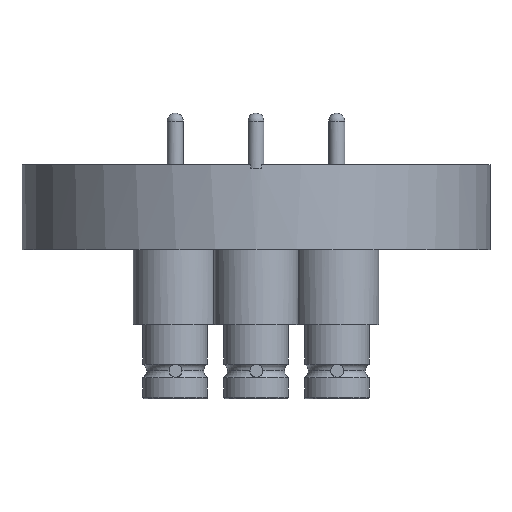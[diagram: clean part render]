
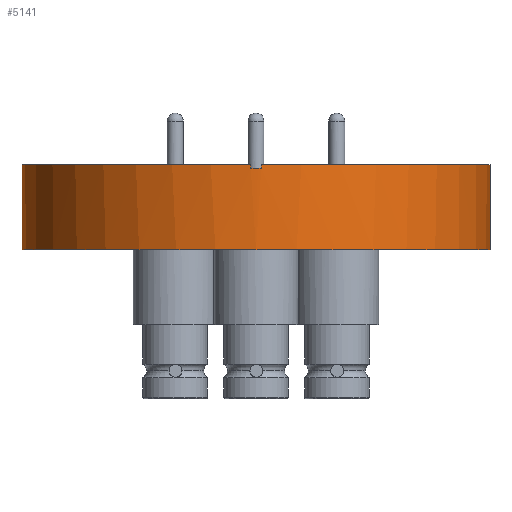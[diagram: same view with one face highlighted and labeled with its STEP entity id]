
A CAD part, front view. The second image highlights one B-rep face of the part: STEP entity #5141.
In plain terms, the highlighted cylindrical face has radius 34.925 mm (diameter 69.85 mm), a partial arc.
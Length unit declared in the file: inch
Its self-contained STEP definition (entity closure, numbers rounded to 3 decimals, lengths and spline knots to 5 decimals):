
#329 = FACE_OUTER_BOUND ( 'NONE', #3742, .T. ) ;
#1688 = CYLINDRICAL_SURFACE ( 'NONE', #5758, 1.375 ) ;
#1960 = CARTESIAN_POINT ( 'NONE',  ( 1.375, 0., 0.5 ) ) ;
#2165 = CARTESIAN_POINT ( 'NONE',  ( 0.031, -1.37465, 0.48 ) ) ;
#2225 = CARTESIAN_POINT ( 'NONE',  ( 0.031, -1.37465, 0.5 ) ) ;
#2280 = CARTESIAN_POINT ( 'NONE',  ( -1.375, 0., 0. ) ) ;
#2482 = DIRECTION ( 'NONE',  ( 0., 0., 1. ) ) ;
#2483 = DIRECTION ( 'NONE',  ( 0., 0., -1. ) ) ;
#2484 = CARTESIAN_POINT ( 'NONE',  ( 0., 0., 0.5 ) ) ;
#2485 = DIRECTION ( 'NONE',  ( 0., 0., 1. ) ) ;
#2486 = DIRECTION ( 'NONE',  ( 1., 0., 0. ) ) ;
#2487 = CARTESIAN_POINT ( 'NONE',  ( 0.031, -1.37465, 0.5 ) ) ;
#2488 = CARTESIAN_POINT ( 'NONE',  ( 0., 0., 0.5 ) ) ;
#2489 = DIRECTION ( 'NONE',  ( 0., 0., 1. ) ) ;
#2490 = DIRECTION ( 'NONE',  ( 1., 0., 0. ) ) ;
#2491 = CARTESIAN_POINT ( 'NONE',  ( -0.031, -1.37465, 0.5 ) ) ;
#2492 = CARTESIAN_POINT ( 'NONE',  ( 0., 0., 0.48 ) ) ;
#2493 = DIRECTION ( 'NONE',  ( 0., 0., -1. ) ) ;
#2494 = DIRECTION ( 'NONE',  ( -1., 0., 0. ) ) ;
#2496 = CARTESIAN_POINT ( 'NONE',  ( 0., 0., 0. ) ) ;
#2497 = DIRECTION ( 'NONE',  ( 0., 0., 1. ) ) ;
#2498 = DIRECTION ( 'NONE',  ( 1., 0., 0. ) ) ;
#2555 = LINE ( 'NONE', #2491, #2607 ) ;
#2564 = LINE ( 'NONE', #2487, #2583 ) ;
#2566 = CIRCLE ( 'NONE', #10348, 1.375 ) ;
#2574 = CIRCLE ( 'NONE', #10349, 1.375 ) ;
#2583 = VECTOR ( 'NONE', #2483, 39.37008 ) ;
#2607 = VECTOR ( 'NONE', #2482, 39.37008 ) ;
#2675 = CIRCLE ( 'NONE', #10347, 1.375 ) ;
#2706 = CIRCLE ( 'NONE', #10346, 1.375 ) ;
#2916 = VERTEX_POINT ( 'NONE', #10585 ) ;
#2939 = VERTEX_POINT ( 'NONE', #10573 ) ;
#3035 = VERTEX_POINT ( 'NONE', #10863 ) ;
#3742 = EDGE_LOOP ( 'NONE', ( #8122, #8121, #8120, #8119, #8118, #8117, #8116, #8115 ) ) ;
#4889 = CARTESIAN_POINT ( 'NONE',  ( 1.375, 0., 0. ) ) ;
#5141 = ADVANCED_FACE ( 'NONE', ( #329 ), #1688, .T. ) ;
#5758 = AXIS2_PLACEMENT_3D ( 'NONE', #7387, #7389, #7391 ) ;
#7387 = CARTESIAN_POINT ( 'NONE',  ( 0., 0., 0.5 ) ) ;
#7389 = DIRECTION ( 'NONE',  ( 0., 0., -1. ) ) ;
#7391 = DIRECTION ( 'NONE',  ( -1., 0., 0. ) ) ;
#8115 = ORIENTED_EDGE ( 'NONE', *, *, #9631, .T. ) ;
#8116 = ORIENTED_EDGE ( 'NONE', *, *, #11805, .T. ) ;
#8117 = ORIENTED_EDGE ( 'NONE', *, *, #9626, .F. ) ;
#8118 = ORIENTED_EDGE ( 'NONE', *, *, #9630, .T. ) ;
#8119 = ORIENTED_EDGE ( 'NONE', *, *, #9629, .T. ) ;
#8120 = ORIENTED_EDGE ( 'NONE', *, *, #9628, .T. ) ;
#8121 = ORIENTED_EDGE ( 'NONE', *, *, #9627, .F. ) ;
#8122 = ORIENTED_EDGE ( 'NONE', *, *, #11803, .F. ) ;
#8167 = VERTEX_POINT ( 'NONE', #4889 ) ;
#8234 = VERTEX_POINT ( 'NONE', #1960 ) ;
#8757 = VERTEX_POINT ( 'NONE', #2165 ) ;
#8798 = VERTEX_POINT ( 'NONE', #2225 ) ;
#8899 = VERTEX_POINT ( 'NONE', #2280 ) ;
#9160 = VECTOR ( 'NONE', #12024, 39.37008 ) ;
#9215 = LINE ( 'NONE', #12056, #9227 ) ;
#9218 = LINE ( 'NONE', #12023, #9160 ) ;
#9227 = VECTOR ( 'NONE', #12052, 39.37008 ) ;
#9626 = EDGE_CURVE ( 'NONE', #2939, #3035, #2706, .T. ) ;
#9627 = EDGE_CURVE ( 'NONE', #8798, #8234, #2675, .T. ) ;
#9628 = EDGE_CURVE ( 'NONE', #8798, #8757, #2564, .T. ) ;
#9629 = EDGE_CURVE ( 'NONE', #8757, #2916, #2566, .T. ) ;
#9630 = EDGE_CURVE ( 'NONE', #2916, #3035, #2555, .T. ) ;
#9631 = EDGE_CURVE ( 'NONE', #8899, #8167, #2574, .T. ) ;
#10346 = AXIS2_PLACEMENT_3D ( 'NONE', #2484, #2485, #2486 ) ;
#10347 = AXIS2_PLACEMENT_3D ( 'NONE', #2488, #2489, #2490 ) ;
#10348 = AXIS2_PLACEMENT_3D ( 'NONE', #2492, #2493, #2494 ) ;
#10349 = AXIS2_PLACEMENT_3D ( 'NONE', #2496, #2497, #2498 ) ;
#10573 = CARTESIAN_POINT ( 'NONE',  ( -1.375, 0., 0.5 ) ) ;
#10585 = CARTESIAN_POINT ( 'NONE',  ( -0.031, -1.37465, 0.48 ) ) ;
#10863 = CARTESIAN_POINT ( 'NONE',  ( -0.031, -1.37465, 0.5 ) ) ;
#11803 = EDGE_CURVE ( 'NONE', #8234, #8167, #9218, .T. ) ;
#11805 = EDGE_CURVE ( 'NONE', #2939, #8899, #9215, .T. ) ;
#12023 = CARTESIAN_POINT ( 'NONE',  ( 1.375, 0., 0.5 ) ) ;
#12024 = DIRECTION ( 'NONE',  ( 0., 0., -1. ) ) ;
#12052 = DIRECTION ( 'NONE',  ( 0., 0., -1. ) ) ;
#12056 = CARTESIAN_POINT ( 'NONE',  ( -1.375, 0., 0.5 ) ) ;
